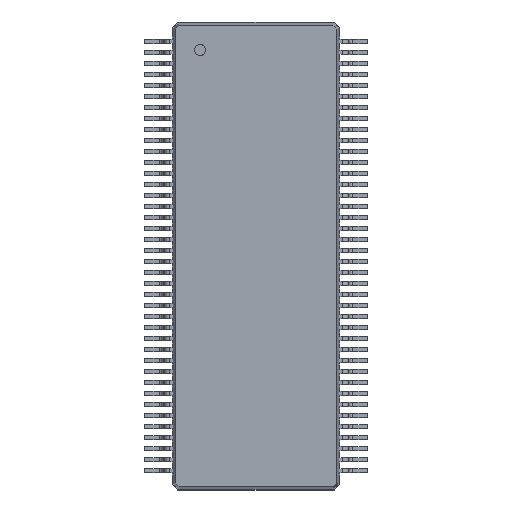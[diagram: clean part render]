
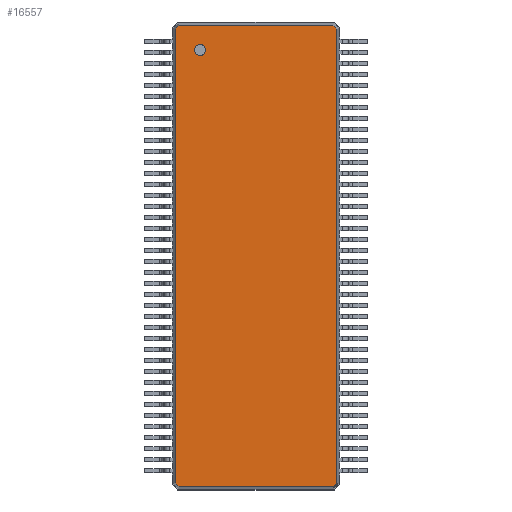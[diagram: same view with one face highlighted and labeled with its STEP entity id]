
A CAD part, top view. The second image highlights one B-rep face of the part: STEP entity #16557.
In plain terms, the highlighted planar face has unit normal (0, 0, 1).
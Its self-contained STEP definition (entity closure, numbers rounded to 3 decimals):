
#27=VECTOR('',#28,1.);
#28=DIRECTION('',(1.,0.,0.));
#51=VECTOR('',#52,1.);
#52=DIRECTION('',(0.707,-0.707,0.));
#58=VECTOR('',#59,1.);
#59=DIRECTION('',(0.,-1.,0.));
#65=VECTOR('',#66,1.);
#66=DIRECTION('',(-0.707,-0.707,0.));
#72=VECTOR('',#73,1.);
#73=DIRECTION('',(-1.,0.,0.));
#79=VECTOR('',#80,1.);
#80=DIRECTION('',(-0.707,0.707,0.));
#86=VECTOR('',#87,1.);
#87=DIRECTION('',(0.,1.,0.));
#91=VECTOR('',#92,1.);
#92=DIRECTION('',(0.707,0.707,0.));
#919=DIRECTION('',(0.,0.,-1.));
#4464=VERTEX_POINT('',#4465);
#4465=CARTESIAN_POINT('',(-2.929,8.239,1.2));
#4468=EDGE_CURVE('',#4469,#4464,#4471,.T.);
#4469=VERTEX_POINT('',#4470);
#4470=CARTESIAN_POINT('',(-2.929,-8.239,1.2));
#4471=LINE('',#4470,#86);
#4482=VERTEX_POINT('',#4483);
#4483=CARTESIAN_POINT('',(-2.789,8.379,1.2));
#4486=EDGE_CURVE('',#4464,#4482,#4487,.T.);
#4487=LINE('',#4465,#91);
#4496=VERTEX_POINT('',#4497);
#4497=CARTESIAN_POINT('',(2.789,8.379,1.2));
#4500=EDGE_CURVE('',#4482,#4496,#4501,.T.);
#4501=LINE('',#4483,#27);
#4510=VERTEX_POINT('',#4511);
#4511=CARTESIAN_POINT('',(2.929,8.239,1.2));
#4514=EDGE_CURVE('',#4496,#4510,#4515,.T.);
#4515=LINE('',#4497,#51);
#4844=VERTEX_POINT('',#4845);
#4845=CARTESIAN_POINT('',(2.929,-8.239,1.2));
#4848=EDGE_CURVE('',#4510,#4844,#4849,.T.);
#4849=LINE('',#4511,#58);
#16557=ADVANCED_FACE('',(#16558,#16578),#16588,.F.);
#16558=FACE_BOUND('',#16559,.F.);
#16559=EDGE_LOOP('',(#16560,#16561,#16562,#16563,#16568,#16573,#16576,#16577));
#16560=ORIENTED_EDGE('',*,*,#4500,.T.);
#16561=ORIENTED_EDGE('',*,*,#4514,.T.);
#16562=ORIENTED_EDGE('',*,*,#4848,.T.);
#16563=ORIENTED_EDGE('',*,*,#16564,.T.);
#16564=EDGE_CURVE('',#4844,#16565,#16567,.T.);
#16565=VERTEX_POINT('',#16566);
#16566=CARTESIAN_POINT('',(2.789,-8.379,1.2));
#16567=LINE('',#4845,#65);
#16568=ORIENTED_EDGE('',*,*,#16569,.T.);
#16569=EDGE_CURVE('',#16565,#16570,#16572,.T.);
#16570=VERTEX_POINT('',#16571);
#16571=CARTESIAN_POINT('',(-2.789,-8.379,1.2));
#16572=LINE('',#16566,#72);
#16573=ORIENTED_EDGE('',*,*,#16574,.T.);
#16574=EDGE_CURVE('',#16570,#4469,#16575,.T.);
#16575=LINE('',#16571,#79);
#16576=ORIENTED_EDGE('',*,*,#4468,.T.);
#16577=ORIENTED_EDGE('',*,*,#4486,.T.);
#16578=FACE_BOUND('',#16579,.F.);
#16579=EDGE_LOOP('',(#16580));
#16580=ORIENTED_EDGE('',*,*,#16581,.F.);
#16581=EDGE_CURVE('',#16582,#16582,#16584,.T.);
#16582=VERTEX_POINT('',#16583);
#16583=CARTESIAN_POINT('',(-2.029,7.279,1.2));
#16584=CIRCLE('',#16585,0.2);
#16585=AXIS2_PLACEMENT_3D('',#16586,#16587,#59);
#16586=CARTESIAN_POINT('',(-2.029,7.479,1.2));
#16587=DIRECTION('',(0.,-0.,-1.));
#16588=PLANE('',#16589);
#16589=AXIS2_PLACEMENT_3D('',#4483,#919,#16590);
#16590=DIRECTION('',(0.316,-0.949,0.));
